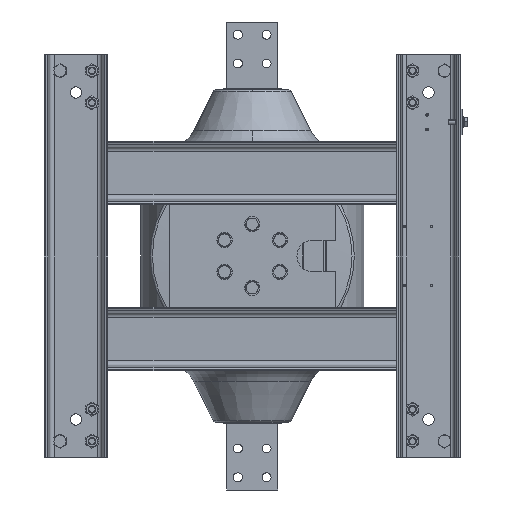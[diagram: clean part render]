
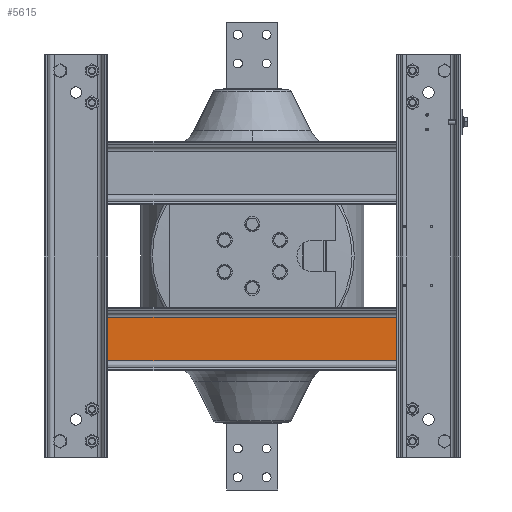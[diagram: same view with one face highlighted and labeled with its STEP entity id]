
A CAD part, front view. The second image highlights one B-rep face of the part: STEP entity #5615.
In plain terms, the highlighted planar face has unit normal (0, -1, 0).
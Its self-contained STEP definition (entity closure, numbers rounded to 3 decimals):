
#1584 = LINE ( 'NONE', #15857, #1588 ) ;
#1588 = VECTOR ( 'NONE', #15856, 1000. ) ;
#1594 = LINE ( 'NONE', #15866, #1596 ) ;
#1596 = VECTOR ( 'NONE', #15865, 1000. ) ;
#1599 = LINE ( 'NONE', #15863, #1600 ) ;
#1600 = VECTOR ( 'NONE', #15862, 1000. ) ;
#1603 = VECTOR ( 'NONE', #15853, 1000. ) ;
#1610 = LINE ( 'NONE', #15860, #1603 ) ;
#5615 = ADVANCED_FACE ( 'NONE', ( #6999 ), #21078, .F. ) ;
#6999 = FACE_OUTER_BOUND ( 'NONE', #12767, .T. ) ;
#11295 = ORIENTED_EDGE ( 'NONE', *, *, #30093, .T. ) ;
#11296 = ORIENTED_EDGE ( 'NONE', *, *, #30088, .F. ) ;
#11297 = ORIENTED_EDGE ( 'NONE', *, *, #30089, .F. ) ;
#11298 = ORIENTED_EDGE ( 'NONE', *, *, #30091, .T. ) ;
#12767 = EDGE_LOOP ( 'NONE', ( #11295, #11296, #11297, #11298 ) ) ;
#15853 = DIRECTION ( 'NONE',  ( 0., 0., -1. ) ) ;
#15856 = DIRECTION ( 'NONE',  ( -1., 0., 0. ) ) ;
#15857 = CARTESIAN_POINT ( 'NONE',  ( 226., -14.5, -96.01 ) ) ;
#15860 = CARTESIAN_POINT ( 'NONE',  ( -226., -14.5, -96.01 ) ) ;
#15862 = DIRECTION ( 'NONE',  ( 0., 0., -1. ) ) ;
#15863 = CARTESIAN_POINT ( 'NONE',  ( 226., -14.5, -96.01 ) ) ;
#15865 = DIRECTION ( 'NONE',  ( -1., 0., 0. ) ) ;
#15866 = CARTESIAN_POINT ( 'NONE',  ( 226., -14.5, -163.99 ) ) ;
#15940 = CARTESIAN_POINT ( 'NONE',  ( -226., -14.5, -163.99 ) ) ;
#15941 = CARTESIAN_POINT ( 'NONE',  ( 226., -14.5, -163.99 ) ) ;
#16104 = CARTESIAN_POINT ( 'NONE',  ( -226., -14.5, -96.01 ) ) ;
#16111 = CARTESIAN_POINT ( 'NONE',  ( 226., -14.5, -96.01 ) ) ;
#21072 = DIRECTION ( 'NONE',  ( 1., 0., 0. ) ) ;
#21074 = DIRECTION ( 'NONE',  ( 0., 1., 0. ) ) ;
#21078 = PLANE ( 'NONE',  #30378 ) ;
#21081 = CARTESIAN_POINT ( 'NONE',  ( 226., -14.5, -96.01 ) ) ;
#27503 = VERTEX_POINT ( 'NONE', #16111 ) ;
#27510 = VERTEX_POINT ( 'NONE', #16104 ) ;
#27671 = VERTEX_POINT ( 'NONE', #15941 ) ;
#27672 = VERTEX_POINT ( 'NONE', #15940 ) ;
#30088 = EDGE_CURVE ( 'NONE', #27671, #27672, #1594, .T. ) ;
#30089 = EDGE_CURVE ( 'NONE', #27503, #27671, #1599, .T. ) ;
#30091 = EDGE_CURVE ( 'NONE', #27503, #27510, #1584, .T. ) ;
#30093 = EDGE_CURVE ( 'NONE', #27510, #27672, #1610, .T. ) ;
#30378 = AXIS2_PLACEMENT_3D ( 'NONE', #21081, #21074, #21072 ) ;
